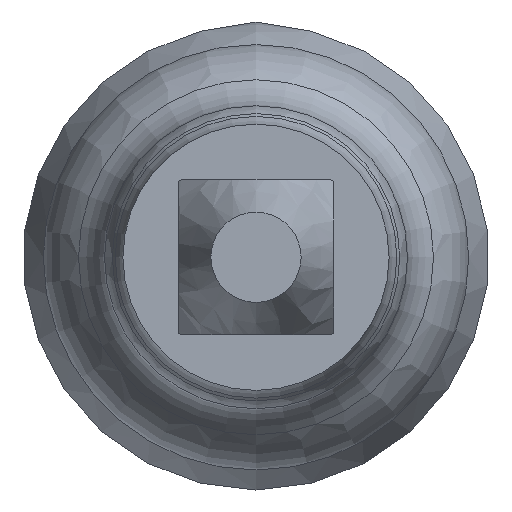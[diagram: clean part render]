
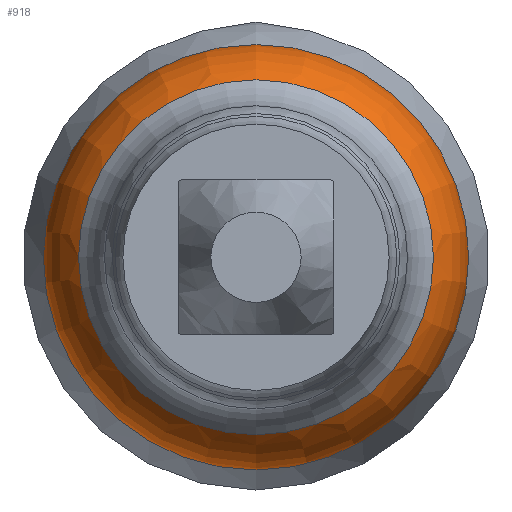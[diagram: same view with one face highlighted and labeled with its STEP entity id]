
A CAD part, left-side view. The second image highlights one B-rep face of the part: STEP entity #918.
In plain terms, the highlighted toroidal (fillet/blend) face has major radius 0.356 mm and minor radius 0.483 mm.
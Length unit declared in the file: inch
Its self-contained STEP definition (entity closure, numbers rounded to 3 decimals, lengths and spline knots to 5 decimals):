
#11 = AXIS2_PLACEMENT_3D ( 'NONE', #524, #995, #1100 ) ;
#55 = ORIENTED_EDGE ( 'NONE', *, *, #1113, .T. ) ;
#83 = AXIS2_PLACEMENT_3D ( 'NONE', #1182, #367, #820 ) ;
#285 = TOROIDAL_SURFACE ( 'NONE', #11, 0.014, 0.019 ) ;
#356 = CIRCLE ( 'NONE', #733, 0.033 ) ;
#359 = CARTESIAN_POINT ( 'NONE',  ( 0.10183, 0., 0.02753 ) ) ;
#367 = DIRECTION ( 'NONE',  ( -1., 0., 0. ) ) ;
#402 = ORIENTED_EDGE ( 'NONE', *, *, #855, .F. ) ;
#414 = FACE_OUTER_BOUND ( 'NONE', #629, .T. ) ;
#420 = FACE_OUTER_BOUND ( 'NONE', #834, .T. ) ;
#524 = CARTESIAN_POINT ( 'NONE',  ( 0.11517, 0., 0. ) ) ;
#629 = EDGE_LOOP ( 'NONE', ( #402 ) ) ;
#657 = DIRECTION ( 'NONE',  ( 0., 0., 1. ) ) ;
#719 = CARTESIAN_POINT ( 'NONE',  ( 0.11517, 0., 0. ) ) ;
#733 = AXIS2_PLACEMENT_3D ( 'NONE', #719, #1117, #657 ) ;
#749 = CIRCLE ( 'NONE', #83, 0.02753 ) ;
#820 = DIRECTION ( 'NONE',  ( 0., 0., 1. ) ) ;
#834 = EDGE_LOOP ( 'NONE', ( #55 ) ) ;
#855 = EDGE_CURVE ( 'NONE', #1149, #1149, #749, .T. ) ;
#918 = ADVANCED_FACE ( 'NONE', ( #414, #420 ), #285, .T. ) ;
#983 = CARTESIAN_POINT ( 'NONE',  ( 0.11517, 0., 0.033 ) ) ;
#995 = DIRECTION ( 'NONE',  ( -1., 0., 0. ) ) ;
#1100 = DIRECTION ( 'NONE',  ( 0., 0., 1. ) ) ;
#1113 = EDGE_CURVE ( 'NONE', #1156, #1156, #356, .T. ) ;
#1117 = DIRECTION ( 'NONE',  ( -1., 0., 0. ) ) ;
#1149 = VERTEX_POINT ( 'NONE', #359 ) ;
#1156 = VERTEX_POINT ( 'NONE', #983 ) ;
#1182 = CARTESIAN_POINT ( 'NONE',  ( 0.10183, 0., 0. ) ) ;
